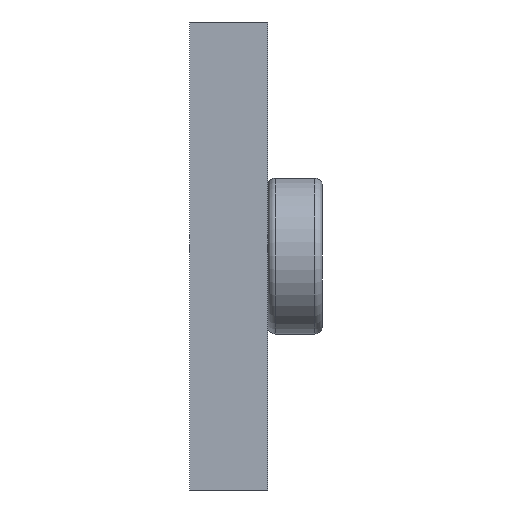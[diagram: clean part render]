
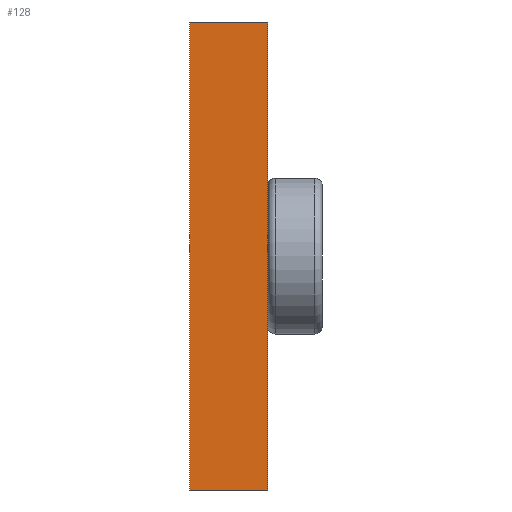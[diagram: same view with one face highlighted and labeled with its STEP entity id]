
A CAD part, left-side view. The second image highlights one B-rep face of the part: STEP entity #128.
In plain terms, the highlighted planar face has unit normal (-1, 0, 0).
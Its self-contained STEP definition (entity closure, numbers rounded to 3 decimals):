
#72=CARTESIAN_POINT('',(-17.64,0.,-3.));
#73=VERTEX_POINT('',#72);
#80=CARTESIAN_POINT('',(-17.64,1.,-3.));
#81=VERTEX_POINT('',#80);
#82=CARTESIAN_POINT('',(-17.64,1.,-3.));
#83=DIRECTION('',(0.,-1.,0.));
#84=VECTOR('',#83,1.);
#85=LINE('',#82,#84);
#86=EDGE_CURVE('',#81,#73,#85,.T.);
#98=CARTESIAN_POINT('',(-17.64,1.,-3.));
#99=DIRECTION('',(1.,0.,0.));
#100=DIRECTION('',(0.,0.,-1.));
#101=AXIS2_PLACEMENT_3D('',#98,#99,#100);
#102=PLANE('',#101);
#103=CARTESIAN_POINT('',(-17.64,0.,3.));
#104=VERTEX_POINT('',#103);
#105=CARTESIAN_POINT('',(-17.64,0.,-3.));
#106=DIRECTION('',(0.,0.,1.));
#107=VECTOR('',#106,6.);
#108=LINE('',#105,#107);
#109=EDGE_CURVE('',#73,#104,#108,.T.);
#110=ORIENTED_EDGE('',*,*,#109,.T.);
#111=CARTESIAN_POINT('',(-17.64,1.,3.));
#112=VERTEX_POINT('',#111);
#113=CARTESIAN_POINT('',(-17.64,1.,3.));
#114=DIRECTION('',(0.,-1.,0.));
#115=VECTOR('',#114,1.);
#116=LINE('',#113,#115);
#117=EDGE_CURVE('',#112,#104,#116,.T.);
#118=ORIENTED_EDGE('',*,*,#117,.F.);
#119=CARTESIAN_POINT('',(-17.64,1.,-3.));
#120=DIRECTION('',(0.,0.,1.));
#121=VECTOR('',#120,6.);
#122=LINE('',#119,#121);
#123=EDGE_CURVE('',#81,#112,#122,.T.);
#124=ORIENTED_EDGE('',*,*,#123,.F.);
#125=ORIENTED_EDGE('',*,*,#86,.T.);
#126=EDGE_LOOP('',(#110,#118,#124,#125));
#127=FACE_BOUND('',#126,.T.);
#128=ADVANCED_FACE('',(#127),#102,.F.);
